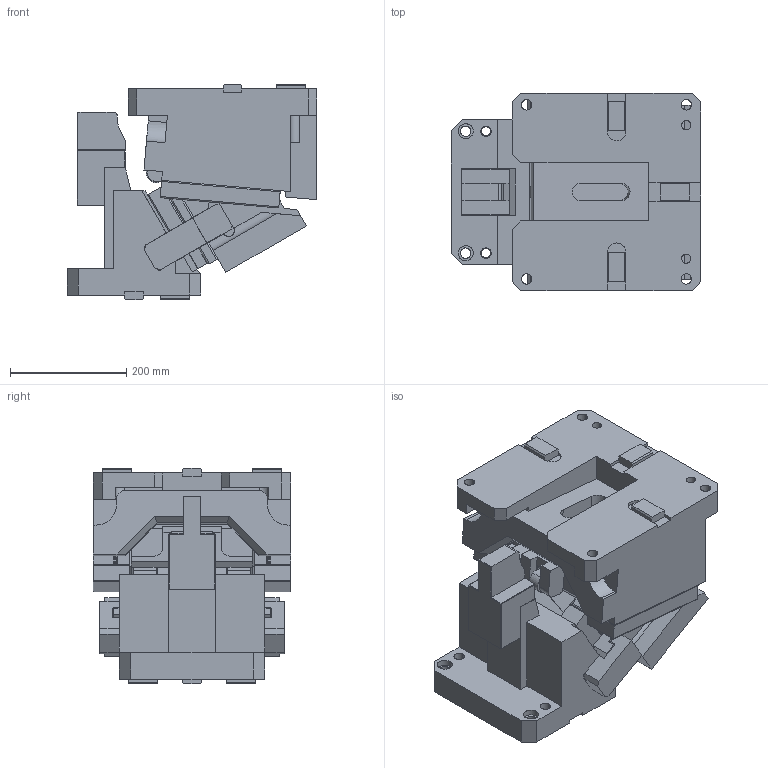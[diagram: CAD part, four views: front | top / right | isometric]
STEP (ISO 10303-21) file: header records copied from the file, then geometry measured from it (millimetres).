
FILE_DESCRIPTION(('CATIA V5 STEP Exchange'),'2;1');
FILE_NAME('CACG_300_60.stp','2015-04-22T10:15:35+00:00',('none'),('none'),'CATIA Version 5 Release 19 SP 2 (IN-10)','CATIA V5 STEP AP203','none');
FILE_SCHEMA(('CONFIG_CONTROL_DESIGN'));
Length unit declared in the file: millimetre
Products named in the file (1): CACG_300_60
Bounding box: 430 x 340 x 372 mm (x, y, z)
Volume: 26552137.1 mm3; surface area: 1386372.2 mm2
Topology: 3 solids, 9 shells, 705 faces, 1900 edges, 1205 vertices
Faces by surface type: plane 432, cylinder 265, bspline 8
Entity records: 26164 total; most frequent: CARTESIAN_POINT 9685, ORIENTED_EDGE 3800, DIRECTION 2691, EDGE_CURVE 1900, VECTOR 1444, LINE 1444, VERTEX_POINT 1205, EDGE_LOOP 757
